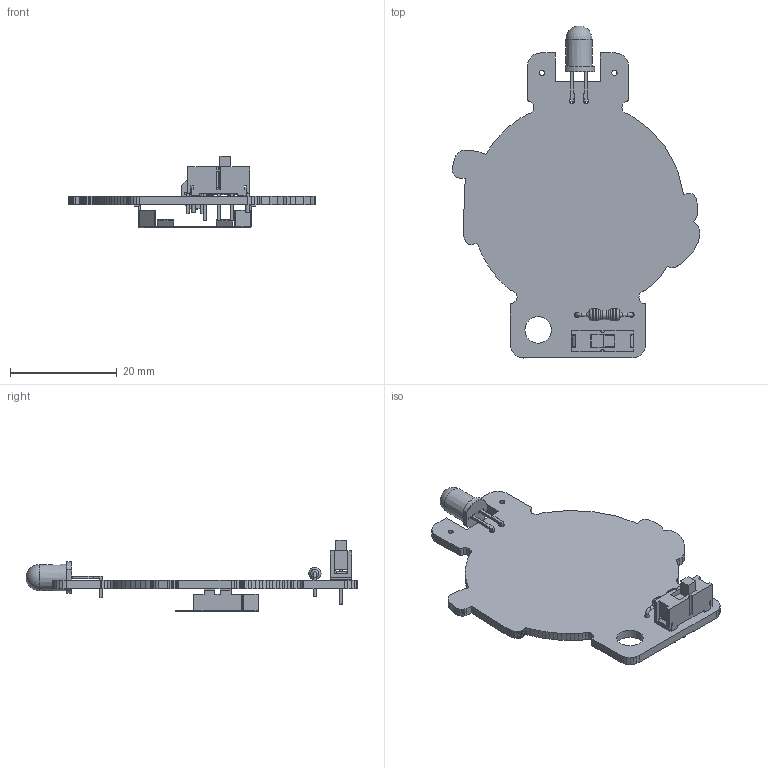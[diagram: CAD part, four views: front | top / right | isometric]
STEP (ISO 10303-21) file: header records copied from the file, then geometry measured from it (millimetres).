
FILE_DESCRIPTION(('for SolidWorks'),'2;1');
FILE_NAME('RFSR_ElectronicsMeritBadgeKit-PCB.step','2025-06-08T20:06:21',( 'Zach'),(''),'Open CASCADE STEP processor 6.6','DipTrace','Unknown' );
FILE_SCHEMA(('AUTOMOTIVE_DESIGN { 1 0 10303 214 1 1 1 1 }'));
Length unit declared in the file: millimetre
Products named in the file (6): PCB_RFSR_ElectronicsMeritBadgeKit-PCB; Board_RFSR_ElectronicsMeritBadgeKit-PCB; BAT-HLD-001; LED; Resistor; EG1218
Assembly tree (5 placements, depth 2):
  PCB_RFSR_ElectronicsMeritBadgeKit-PCB
    Board_RFSR_ElectronicsMeritBadgeKit-PCB
    BAT-HLD-001
    LED
    Resistor
    EG1218
Bounding box: 46.51 x 62.31 x 13.41 mm (x, y, z)
Volume: 2954.4 mm3; surface area: 5409.5 mm2
Topology: 4 solids, 7 shells, 606 faces, 1643 edges, 1048 vertices
Faces by surface type: plane 493, cylinder 80, torus 17, bspline 7, cone 7, sphere 2
Full cylindrical faces by diameter (mm): 0.01 x6, 0.61 x4, 1 x7, 1.001 x2, 1.778 x1, 1.803 x2, 2.286 x4, 2.311 x2, 4.978 x1
Entity records: 21576 total; most frequent: CARTESIAN_POINT 3899, ORIENTED_EDGE 3278, DIRECTION 3046, EDGE_CURVE 1640, LINE 1390, VECTOR 1390, VERTEX_POINT 1048, AXIS2_PLACEMENT_3D 828
